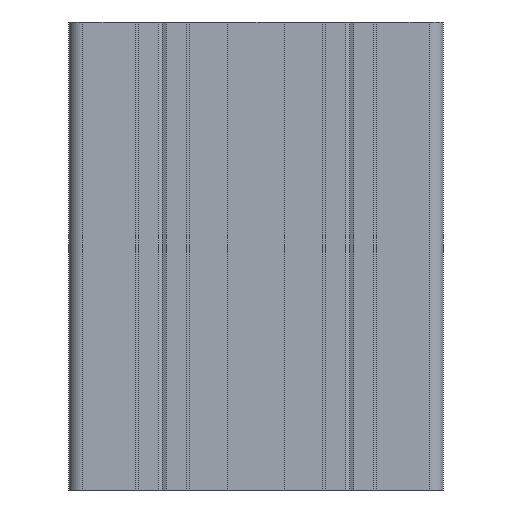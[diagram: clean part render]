
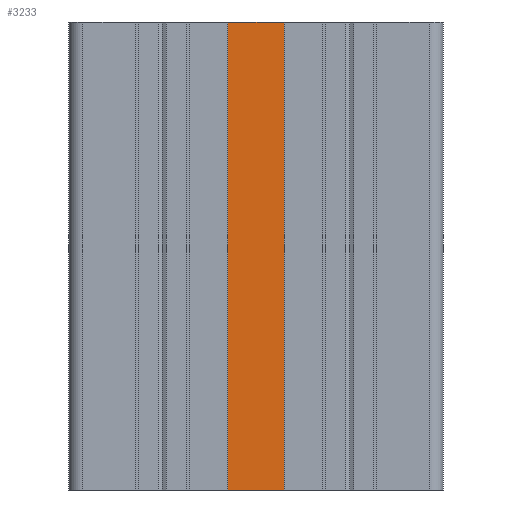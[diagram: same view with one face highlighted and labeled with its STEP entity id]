
A CAD part, left-side view. The second image highlights one B-rep face of the part: STEP entity #3233.
In plain terms, the highlighted planar face has unit normal (-1, 0, 0).
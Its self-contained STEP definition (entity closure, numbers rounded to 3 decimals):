
#1630 = DIRECTION ( 'NONE',  ( 0., -1., 0. ) ) ;
#1631 = VECTOR ( 'NONE', #1630, 1000. ) ;
#1632 = CARTESIAN_POINT ( 'NONE',  ( -39., 6., 100. ) ) ;
#1640 = LINE ( 'NONE', #1632, #1631 ) ;
#1646 = CARTESIAN_POINT ( 'NONE',  ( -39., -6., 100. ) ) ;
#1684 = CARTESIAN_POINT ( 'NONE',  ( -39., 6., 100. ) ) ;
#2645 = VERTEX_POINT ( 'NONE', #8476 ) ;
#2648 = VERTEX_POINT ( 'NONE', #8464 ) ;
#2653 = EDGE_CURVE ( 'NONE', #2648, #2645, #8449, .T. ) ;
#3233 = ADVANCED_FACE ( 'NONE', ( #9472 ), #9465, .F. ) ;
#3234 = EDGE_CURVE ( 'NONE', #7228, #2645, #9517, .T. ) ;
#3235 = ORIENTED_EDGE ( 'NONE', *, *, #2653, .T. ) ;
#3238 = ORIENTED_EDGE ( 'NONE', *, *, #3291, .T. ) ;
#3291 = EDGE_CURVE ( 'NONE', #7244, #2648, #9600, .T. ) ;
#3295 = ORIENTED_EDGE ( 'NONE', *, *, #7236, .F. ) ;
#3297 = ORIENTED_EDGE ( 'NONE', *, *, #3234, .F. ) ;
#3298 = EDGE_LOOP ( 'NONE', ( #3235, #3297, #3295, #3238 ) ) ;
#7228 = VERTEX_POINT ( 'NONE', #1646 ) ;
#7236 = EDGE_CURVE ( 'NONE', #7244, #7228, #1640, .T. ) ;
#7244 = VERTEX_POINT ( 'NONE', #1684 ) ;
#8449 = LINE ( 'NONE', #8509, #8508 ) ;
#8464 = CARTESIAN_POINT ( 'NONE',  ( -39., 6., 0. ) ) ;
#8476 = CARTESIAN_POINT ( 'NONE',  ( -39., -6., 0. ) ) ;
#8507 = DIRECTION ( 'NONE',  ( 0., -1., 0. ) ) ;
#8508 = VECTOR ( 'NONE', #8507, 1000. ) ;
#8509 = CARTESIAN_POINT ( 'NONE',  ( -39., 6., 0. ) ) ;
#9459 = CARTESIAN_POINT ( 'NONE',  ( -39., 6., 100. ) ) ;
#9465 = PLANE ( 'NONE',  #9470 ) ;
#9470 = AXIS2_PLACEMENT_3D ( 'NONE', #9459, #9514, #9513 ) ;
#9472 = FACE_OUTER_BOUND ( 'NONE', #3298, .T. ) ;
#9507 = DIRECTION ( 'NONE',  ( 0., 0., -1. ) ) ;
#9508 = VECTOR ( 'NONE', #9507, 1000. ) ;
#9509 = CARTESIAN_POINT ( 'NONE',  ( -39., -6., 100. ) ) ;
#9513 = DIRECTION ( 'NONE',  ( 0., 0., -1. ) ) ;
#9514 = DIRECTION ( 'NONE',  ( 1., 0., 0. ) ) ;
#9517 = LINE ( 'NONE', #9509, #9508 ) ;
#9595 = DIRECTION ( 'NONE',  ( 0., 0., -1. ) ) ;
#9596 = VECTOR ( 'NONE', #9595, 1000. ) ;
#9597 = CARTESIAN_POINT ( 'NONE',  ( -39., 6., 100. ) ) ;
#9600 = LINE ( 'NONE', #9597, #9596 ) ;
